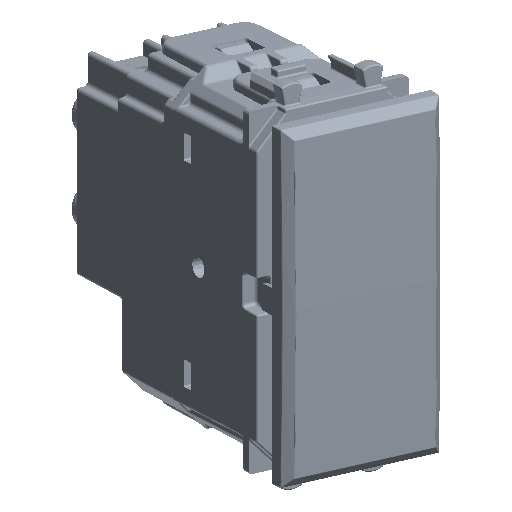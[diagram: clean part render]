
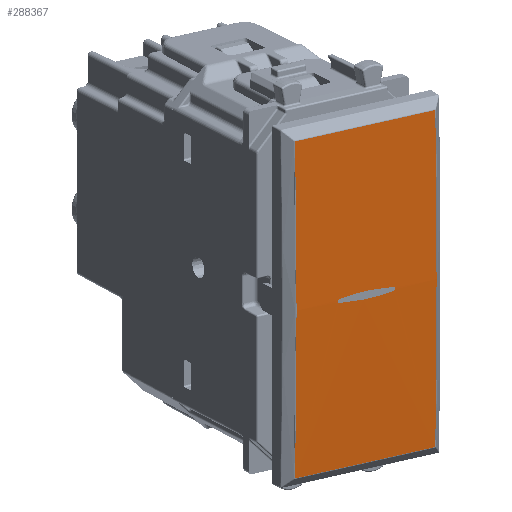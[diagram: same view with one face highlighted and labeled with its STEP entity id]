
A CAD part, top view. The second image highlights one B-rep face of the part: STEP entity #288367.
In plain terms, the highlighted cylindrical face has radius 812.528 mm (diameter 1625.06 mm), a partial arc.
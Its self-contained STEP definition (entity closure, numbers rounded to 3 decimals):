
#287851=CARTESIAN_POINT('Vertex',(-3.783,0.248,3.1)) ;
#287855=CARTESIAN_POINT('Control Point',(-3.783,0.248,3.1)) ;
#287856=CARTESIAN_POINT('Control Point',(-3.797,0.246,3.1)) ;
#287857=CARTESIAN_POINT('Control Point',(-3.811,0.243,3.1)) ;
#287858=CARTESIAN_POINT('Control Point',(-3.825,0.239,3.1)) ;
#287859=CARTESIAN_POINT('Control Point',(-3.846,0.232,3.1)) ;
#287860=CARTESIAN_POINT('Control Point',(-3.865,0.222,3.1)) ;
#287861=CARTESIAN_POINT('Control Point',(-3.871,0.219,3.1)) ;
#287862=CARTESIAN_POINT('Control Point',(-3.884,0.211,3.1)) ;
#287863=CARTESIAN_POINT('Control Point',(-3.896,0.203,3.1)) ;
#287864=CARTESIAN_POINT('Control Point',(-3.902,0.199,3.1)) ;
#287865=CARTESIAN_POINT('Control Point',(-3.918,0.186,3.1)) ;
#287866=CARTESIAN_POINT('Control Point',(-3.934,0.17,3.1)) ;
#287867=CARTESIAN_POINT('Control Point',(-3.943,0.16,3.1)) ;
#287868=CARTESIAN_POINT('Control Point',(-3.961,0.137,3.1)) ;
#287869=CARTESIAN_POINT('Control Point',(-3.975,0.111,3.1)) ;
#287870=CARTESIAN_POINT('Control Point',(-3.981,0.098,3.1)) ;
#287871=CARTESIAN_POINT('Control Point',(-3.991,0.071,3.1)) ;
#287872=CARTESIAN_POINT('Control Point',(-3.997,0.043,3.1)) ;
#287873=CARTESIAN_POINT('Control Point',(-3.999,0.029,3.1)) ;
#287874=CARTESIAN_POINT('Control Point',(-4.002,-0.014,3.1)) ;
#287875=CARTESIAN_POINT('Control Point',(-3.996,-0.057,3.1)) ;
#287876=CARTESIAN_POINT('Control Point',(-3.988,-0.085,3.1)) ;
#287877=CARTESIAN_POINT('Control Point',(-3.963,-0.138,3.1)) ;
#287878=CARTESIAN_POINT('Control Point',(-3.925,-0.182,3.1)) ;
#287879=CARTESIAN_POINT('Control Point',(-3.903,-0.201,3.1)) ;
#287880=CARTESIAN_POINT('Control Point',(-3.866,-0.224,3.1)) ;
#287881=CARTESIAN_POINT('Control Point',(-3.825,-0.239,3.1)) ;
#287882=CARTESIAN_POINT('Control Point',(-3.811,-0.243,3.1)) ;
#287883=CARTESIAN_POINT('Control Point',(-3.797,-0.246,3.1)) ;
#287884=CARTESIAN_POINT('Control Point',(-3.783,-0.248,3.1)) ;
#287885=CARTESIAN_POINT('Vertex',(-3.783,-0.248,3.1)) ;
#287913=CARTESIAN_POINT('Control Point',(-3.783,-0.248,3.1)) ;
#287914=CARTESIAN_POINT('Control Point',(-2.279,-0.449,3.1)) ;
#287915=CARTESIAN_POINT('Control Point',(-0.761,-0.551,3.1)) ;
#287916=CARTESIAN_POINT('Control Point',(0.761,-0.551,3.1)) ;
#287917=CARTESIAN_POINT('Control Point',(2.279,-0.449,3.1)) ;
#287918=CARTESIAN_POINT('Control Point',(3.783,-0.248,3.1)) ;
#287919=CARTESIAN_POINT('Vertex',(3.783,-0.248,3.1)) ;
#287995=CARTESIAN_POINT('Control Point',(3.783,-0.248,3.1)) ;
#287996=CARTESIAN_POINT('Control Point',(3.797,-0.246,3.1)) ;
#287997=CARTESIAN_POINT('Control Point',(3.811,-0.243,3.1)) ;
#287998=CARTESIAN_POINT('Control Point',(3.825,-0.239,3.1)) ;
#287999=CARTESIAN_POINT('Control Point',(3.846,-0.232,3.1)) ;
#288000=CARTESIAN_POINT('Control Point',(3.865,-0.222,3.1)) ;
#288001=CARTESIAN_POINT('Control Point',(3.871,-0.219,3.1)) ;
#288002=CARTESIAN_POINT('Control Point',(3.884,-0.211,3.1)) ;
#288003=CARTESIAN_POINT('Control Point',(3.896,-0.203,3.1)) ;
#288004=CARTESIAN_POINT('Control Point',(3.902,-0.199,3.1)) ;
#288005=CARTESIAN_POINT('Control Point',(3.918,-0.186,3.1)) ;
#288006=CARTESIAN_POINT('Control Point',(3.934,-0.17,3.1)) ;
#288007=CARTESIAN_POINT('Control Point',(3.943,-0.16,3.1)) ;
#288008=CARTESIAN_POINT('Control Point',(3.961,-0.137,3.1)) ;
#288009=CARTESIAN_POINT('Control Point',(3.975,-0.111,3.1)) ;
#288010=CARTESIAN_POINT('Control Point',(3.981,-0.098,3.1)) ;
#288011=CARTESIAN_POINT('Control Point',(3.991,-0.071,3.1)) ;
#288012=CARTESIAN_POINT('Control Point',(3.997,-0.043,3.1)) ;
#288013=CARTESIAN_POINT('Control Point',(3.999,-0.029,3.1)) ;
#288014=CARTESIAN_POINT('Control Point',(4.002,0.014,3.1)) ;
#288015=CARTESIAN_POINT('Control Point',(3.996,0.057,3.1)) ;
#288016=CARTESIAN_POINT('Control Point',(3.988,0.085,3.1)) ;
#288017=CARTESIAN_POINT('Control Point',(3.963,0.138,3.1)) ;
#288018=CARTESIAN_POINT('Control Point',(3.925,0.182,3.1)) ;
#288019=CARTESIAN_POINT('Control Point',(3.903,0.201,3.1)) ;
#288020=CARTESIAN_POINT('Control Point',(3.866,0.224,3.1)) ;
#288021=CARTESIAN_POINT('Control Point',(3.825,0.239,3.1)) ;
#288022=CARTESIAN_POINT('Control Point',(3.811,0.243,3.1)) ;
#288023=CARTESIAN_POINT('Control Point',(3.797,0.246,3.1)) ;
#288024=CARTESIAN_POINT('Control Point',(3.783,0.248,3.1)) ;
#288025=CARTESIAN_POINT('Vertex',(3.783,0.248,3.1)) ;
#288053=CARTESIAN_POINT('Control Point',(3.783,0.248,3.1)) ;
#288054=CARTESIAN_POINT('Control Point',(2.279,0.449,3.1)) ;
#288055=CARTESIAN_POINT('Control Point',(0.761,0.551,3.1)) ;
#288056=CARTESIAN_POINT('Control Point',(-0.761,0.551,3.1)) ;
#288057=CARTESIAN_POINT('Control Point',(-2.279,0.449,3.1)) ;
#288058=CARTESIAN_POINT('Control Point',(-3.783,0.248,3.1)) ;
#288320=CARTESIAN_POINT('Axis2P3D Location',(0.,0.,-809.428)) ;
#288326=CARTESIAN_POINT('Control Point',(-9.747,-20.818,2.833)) ;
#288327=CARTESIAN_POINT('Control Point',(-9.732,-6.943,3.189)) ;
#288328=CARTESIAN_POINT('Control Point',(-9.732,6.942,3.189)) ;
#288329=CARTESIAN_POINT('Control Point',(-9.747,20.818,2.833)) ;
#288330=CARTESIAN_POINT('Vertex',(-9.747,20.818,2.833)) ;
#288332=CARTESIAN_POINT('Vertex',(-9.747,-20.818,2.833)) ;
#288335=CARTESIAN_POINT('Line Origine',(0.,-20.818,2.833)) ;
#288339=CARTESIAN_POINT('Vertex',(9.747,-20.818,2.833)) ;
#288343=CARTESIAN_POINT('Control Point',(9.747,-20.818,2.833)) ;
#288344=CARTESIAN_POINT('Control Point',(9.732,-6.942,3.189)) ;
#288345=CARTESIAN_POINT('Control Point',(9.732,6.942,3.189)) ;
#288346=CARTESIAN_POINT('Control Point',(9.747,20.818,2.833)) ;
#288347=CARTESIAN_POINT('Vertex',(9.747,20.818,2.833)) ;
#288350=CARTESIAN_POINT('Line Origine',(0.,20.818,2.833)) ;
#288321=DIRECTION('Axis2P3D Direction',(1.,0.,0.)) ;
#288322=DIRECTION('Axis2P3D XDirection',(0.,0.,1.)) ;
#288336=DIRECTION('Vector Direction',(1.,0.,0.)) ;
#288351=DIRECTION('Vector Direction',(1.,0.,0.)) ;
#288323=AXIS2_PLACEMENT_3D('Cylinder Axis2P3D',#288320,#288321,#288322) ;
#288356=ORIENTED_EDGE('',*,*,#288334,.T.) ;
#288357=ORIENTED_EDGE('',*,*,#288341,.T.) ;
#288358=ORIENTED_EDGE('',*,*,#288349,.T.) ;
#288359=ORIENTED_EDGE('',*,*,#288354,.T.) ;
#288362=ORIENTED_EDGE('',*,*,#288059,.T.) ;
#288363=ORIENTED_EDGE('',*,*,#288027,.T.) ;
#288364=ORIENTED_EDGE('',*,*,#287921,.T.) ;
#288365=ORIENTED_EDGE('',*,*,#287887,.T.) ;
#288366=FACE_BOUND('',#288361,.T.) ;
#288337=VECTOR('Line Direction',#288336,1.) ;
#288352=VECTOR('Line Direction',#288351,1.) ;
#288367=ADVANCED_FACE('PartBody',(#288360,#288366),#288324,.T.) ;
#287854=B_SPLINE_CURVE_WITH_KNOTS('',5,(#287855,#287856,#287857,#287858,#287859,#287860,#287861,#287862,#287863,#287864,#287865,#287866,#287867,#287868,#287869,#287870,#287871,#287872,#287873,#287874,#287875,#287876,#287877,#287878,#287879,#287880,#287881,#287882,#287883,#287884),.UNSPECIFIED.,.F.,.U.,(6,3,3,3,3,3,3,3,3,6),(0.,0.101,0.152,0.203,0.304,0.406,0.507,0.711,0.914,1.015),.UNSPECIFIED.) ;
#287912=B_SPLINE_CURVE_WITH_KNOTS('',5,(#287913,#287914,#287915,#287916,#287917,#287918),.UNSPECIFIED.,.F.,.U.,(6,6),(0.,10.732),.UNSPECIFIED.) ;
#287994=B_SPLINE_CURVE_WITH_KNOTS('',5,(#287995,#287996,#287997,#287998,#287999,#288000,#288001,#288002,#288003,#288004,#288005,#288006,#288007,#288008,#288009,#288010,#288011,#288012,#288013,#288014,#288015,#288016,#288017,#288018,#288019,#288020,#288021,#288022,#288023,#288024),.UNSPECIFIED.,.F.,.U.,(6,3,3,3,3,3,3,3,3,6),(0.,0.101,0.152,0.203,0.304,0.406,0.507,0.711,0.914,1.015),.UNSPECIFIED.) ;
#288052=B_SPLINE_CURVE_WITH_KNOTS('',5,(#288053,#288054,#288055,#288056,#288057,#288058),.UNSPECIFIED.,.F.,.U.,(6,6),(0.,10.732),.UNSPECIFIED.) ;
#288325=B_SPLINE_CURVE_WITH_KNOTS('',3,(#288326,#288327,#288328,#288329),.UNSPECIFIED.,.F.,.U.,(4,4),(17.319,89.408),.UNSPECIFIED.) ;
#288342=B_SPLINE_CURVE_WITH_KNOTS('',3,(#288343,#288344,#288345,#288346),.UNSPECIFIED.,.F.,.U.,(4,4),(17.319,89.407),.UNSPECIFIED.) ;
#288324=CYLINDRICAL_SURFACE('generated cylinder',#288323,812.528) ;
#287887=EDGE_CURVE('',#287886,#287852,#287854,.F.) ;
#287921=EDGE_CURVE('',#287920,#287886,#287912,.F.) ;
#288027=EDGE_CURVE('',#288026,#287920,#287994,.F.) ;
#288059=EDGE_CURVE('',#287852,#288026,#288052,.F.) ;
#288334=EDGE_CURVE('',#288331,#288333,#288325,.F.) ;
#288341=EDGE_CURVE('',#288333,#288340,#288338,.T.) ;
#288349=EDGE_CURVE('',#288340,#288348,#288342,.T.) ;
#288354=EDGE_CURVE('',#288348,#288331,#288353,.F.) ;
#288355=EDGE_LOOP('',(#288356,#288357,#288358,#288359)) ;
#288361=EDGE_LOOP('',(#288362,#288363,#288364,#288365)) ;
#288360=FACE_OUTER_BOUND('',#288355,.T.) ;
#288338=LINE('Line',#288335,#288337) ;
#288353=LINE('Line',#288350,#288352) ;
#287852=VERTEX_POINT('',#287851) ;
#287886=VERTEX_POINT('',#287885) ;
#287920=VERTEX_POINT('',#287919) ;
#288026=VERTEX_POINT('',#288025) ;
#288331=VERTEX_POINT('',#288330) ;
#288333=VERTEX_POINT('',#288332) ;
#288340=VERTEX_POINT('',#288339) ;
#288348=VERTEX_POINT('',#288347) ;
